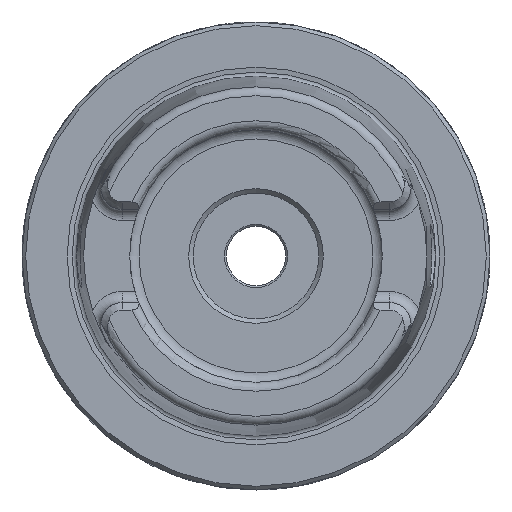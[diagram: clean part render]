
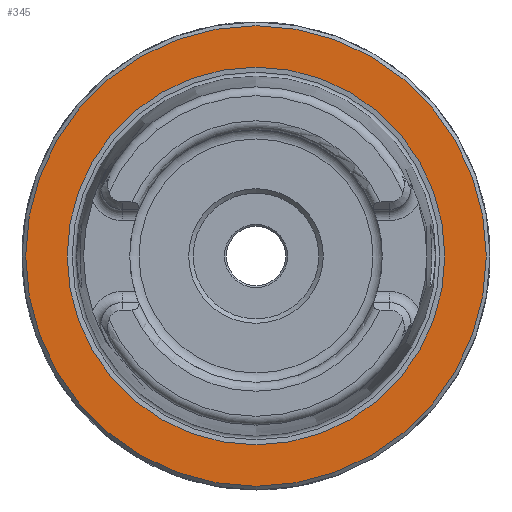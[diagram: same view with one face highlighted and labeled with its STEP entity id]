
A CAD part, left-side view. The second image highlights one B-rep face of the part: STEP entity #345.
In plain terms, the highlighted planar face has unit normal (-1, 0, 0).
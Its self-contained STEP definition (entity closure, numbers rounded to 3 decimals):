
#345 = ADVANCED_FACE( '', ( #761, #762 ), #763, .T. );
#761 = FACE_OUTER_BOUND( '', #1214, .T. );
#762 = FACE_BOUND( '', #1215, .T. );
#763 = PLANE( '', #1216 );
#1214 = EDGE_LOOP( '', ( #2132 ) );
#1215 = EDGE_LOOP( '', ( #2133 ) );
#1216 = AXIS2_PLACEMENT_3D( '', #2134, #2135, #2136 );
#2132 = ORIENTED_EDGE( '', *, *, #2575, .T. );
#2133 = ORIENTED_EDGE( '', *, *, #2647, .F. );
#2134 = CARTESIAN_POINT( '', ( 0., 0., 31. ) );
#2135 = DIRECTION( '', ( -1., 0., 0. ) );
#2136 = DIRECTION( '', ( 0., 0., 1. ) );
#2575 = EDGE_CURVE( '', #3098, #3098, #3099, .T. );
#2647 = EDGE_CURVE( '', #3205, #3205, #3206, .T. );
#3098 = VERTEX_POINT( '', #4172 );
#3099 = CIRCLE( '', #4173, 31. );
#3205 = VERTEX_POINT( '', #4494 );
#3206 = CIRCLE( '', #4495, 25.418 );
#4172 = CARTESIAN_POINT( '', ( 0., 0., 31. ) );
#4173 = AXIS2_PLACEMENT_3D( '', #5612, #5613, #5614 );
#4494 = CARTESIAN_POINT( '', ( 0., 0., 25.418 ) );
#4495 = AXIS2_PLACEMENT_3D( '', #5687, #5688, #5689 );
#5612 = CARTESIAN_POINT( '', ( 0., 0., 0. ) );
#5613 = DIRECTION( '', ( -1., 0., 0. ) );
#5614 = DIRECTION( '', ( 0., 0., 1. ) );
#5687 = CARTESIAN_POINT( '', ( 0., 0., 0. ) );
#5688 = DIRECTION( '', ( -1., 0., 0. ) );
#5689 = DIRECTION( '', ( 0., 0., 1. ) );
